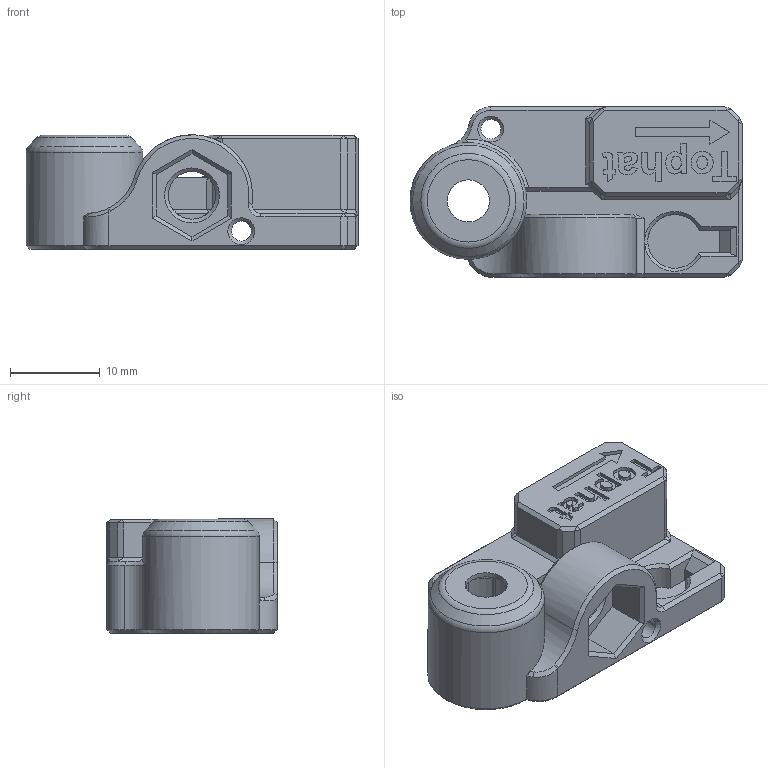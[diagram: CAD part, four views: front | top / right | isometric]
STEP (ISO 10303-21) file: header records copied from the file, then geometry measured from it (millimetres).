
FILE_DESCRIPTION(/* description */ (''),/* implementation_level */ '2;1');
FILE_NAME(/* name */ 'Calib_Test_redux.step',/* time_stamp */ '2023-12-08T01:50:29-05:00',/* author */ (''),/* organization */ (''),/* preprocessor_version */ 'ST-DEVELOPER v20',/* originating_system */ 'Autodesk Translation Framework v12.14.0.127',/* authorisation */ '');
FILE_SCHEMA (('AUTOMOTIVE_DESIGN { 1 0 10303 214 3 1 1 }'));
Length unit declared in the file: millimetre
Products named in the file (1): Calib_Test
Bounding box: 37 x 19 x 12.75 mm (x, y, z)
Volume: 4655.9 mm3; surface area: 3721.4 mm2
Topology: 1 solids, 1 shells, 2100 faces, 6027 edges, 3970 vertices
Faces by surface type: plane 1880, bspline 139, cone 44, cylinder 35, torus 2
Full cylindrical faces by diameter (mm): 2.2 x2, 4.7 x2, 5.3 x1, 13 x1
Entity records: 69077 total; most frequent: CARTESIAN_POINT 15121, ORIENTED_EDGE 12034, DIRECTION 9720, EDGE_CURVE 6017, LINE 5584, VECTOR 5584, VERTEX_POINT 3970, EDGE_LOOP 2159
